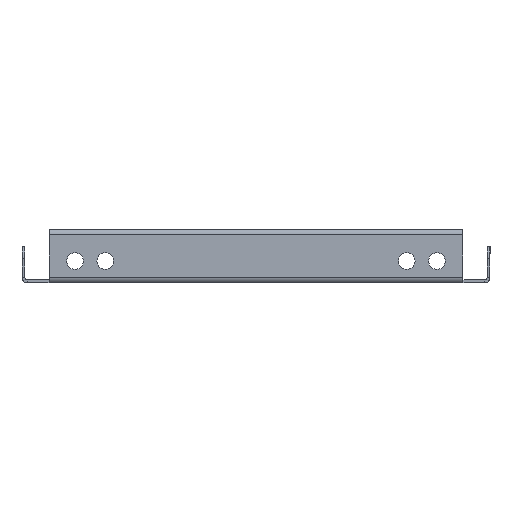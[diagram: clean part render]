
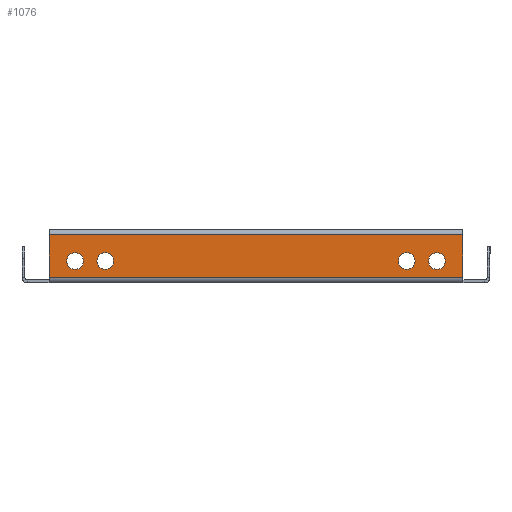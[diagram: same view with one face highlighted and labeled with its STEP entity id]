
A CAD part, left-side view. The second image highlights one B-rep face of the part: STEP entity #1076.
In plain terms, the highlighted planar face has unit normal (-1, 0, 0).
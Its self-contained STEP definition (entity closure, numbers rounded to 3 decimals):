
#10 = CIRCLE ( 'NONE', #202, 3.45 ) ;
#103 = FACE_OUTER_BOUND ( 'NONE', #2469, .T. ) ;
#115 = ORIENTED_EDGE ( 'NONE', *, *, #704, .T. ) ;
#140 = DIRECTION ( 'NONE',  ( -1., 0., 0. ) ) ;
#145 = CARTESIAN_POINT ( 'NONE',  ( -121.7, 75., 7.8 ) ) ;
#182 = AXIS2_PLACEMENT_3D ( 'NONE', #4026, #3402, #2766 ) ;
#202 = AXIS2_PLACEMENT_3D ( 'NONE', #1645, #1686, #737 ) ;
#207 = EDGE_CURVE ( 'NONE', #3151, #3059, #1021, .T. ) ;
#225 = EDGE_CURVE ( 'NONE', #1340, #2237, #1059, .T. ) ;
#273 = ORIENTED_EDGE ( 'NONE', *, *, #1535, .T. ) ;
#310 = EDGE_CURVE ( 'NONE', #3059, #3151, #10, .T. ) ;
#368 = DIRECTION ( 'NONE',  ( 1., 0., 0. ) ) ;
#428 = ORIENTED_EDGE ( 'NONE', *, *, #225, .T. ) ;
#437 = EDGE_CURVE ( 'NONE', #1276, #3197, #2708, .T. ) ;
#491 = VERTEX_POINT ( 'NONE', #1453 ) ;
#521 = VERTEX_POINT ( 'NONE', #3653 ) ;
#524 = EDGE_CURVE ( 'NONE', #521, #491, #1110, .T. ) ;
#540 = ORIENTED_EDGE ( 'NONE', *, *, #2233, .T. ) ;
#549 = FACE_BOUND ( 'NONE', #1565, .T. ) ;
#665 = AXIS2_PLACEMENT_3D ( 'NONE', #1153, #140, #1424 ) ;
#674 = ORIENTED_EDGE ( 'NONE', *, *, #1039, .T. ) ;
#681 = DIRECTION ( 'NONE',  ( 0., 0., -1. ) ) ;
#694 = AXIS2_PLACEMENT_3D ( 'NONE', #2283, #2603, #2918 ) ;
#704 = EDGE_CURVE ( 'NONE', #3670, #1065, #1353, .T. ) ;
#737 = DIRECTION ( 'NONE',  ( 0., 0., -1. ) ) ;
#845 = CARTESIAN_POINT ( 'NONE',  ( -121.7, -85.8, 0. ) ) ;
#852 = ORIENTED_EDGE ( 'NONE', *, *, #437, .T. ) ;
#1002 = DIRECTION ( 'NONE',  ( 1., 0., 0. ) ) ;
#1021 = CIRCLE ( 'NONE', #1481, 3.45 ) ;
#1039 = EDGE_CURVE ( 'NONE', #3197, #3670, #2100, .T. ) ;
#1059 = CIRCLE ( 'NONE', #4013, 3.45 ) ;
#1065 = VERTEX_POINT ( 'NONE', #3309 ) ;
#1069 = CARTESIAN_POINT ( 'NONE',  ( -121.7, 85.8, 1. ) ) ;
#1076 = ADVANCED_FACE ( 'NONE', ( #1242, #1807, #1349, #549, #103 ), #1772, .T. ) ;
#1110 = CIRCLE ( 'NONE', #182, 3.45 ) ;
#1143 = CARTESIAN_POINT ( 'NONE',  ( -121.7, -62.5, 7.8 ) ) ;
#1153 = CARTESIAN_POINT ( 'NONE',  ( -121.7, 0., 0. ) ) ;
#1169 = CARTESIAN_POINT ( 'NONE',  ( -121.7, -75., 11.25 ) ) ;
#1198 = VECTOR ( 'NONE', #3800, 1000. ) ;
#1217 = AXIS2_PLACEMENT_3D ( 'NONE', #1610, #2557, #2529 ) ;
#1242 = FACE_BOUND ( 'NONE', #2749, .T. ) ;
#1276 = VERTEX_POINT ( 'NONE', #1885 ) ;
#1329 = CARTESIAN_POINT ( 'NONE',  ( -121.7, -75., 7.8 ) ) ;
#1340 = VERTEX_POINT ( 'NONE', #2231 ) ;
#1349 = FACE_BOUND ( 'NONE', #2014, .T. ) ;
#1353 = LINE ( 'NONE', #2853, #1198 ) ;
#1424 = DIRECTION ( 'NONE',  ( 0., 0., 1. ) ) ;
#1430 = DIRECTION ( 'NONE',  ( 0., 0., -1. ) ) ;
#1443 = CARTESIAN_POINT ( 'NONE',  ( -121.7, 85.8, 0. ) ) ;
#1453 = CARTESIAN_POINT ( 'NONE',  ( -121.7, 75., 4.35 ) ) ;
#1467 = ORIENTED_EDGE ( 'NONE', *, *, #1594, .T. ) ;
#1481 = AXIS2_PLACEMENT_3D ( 'NONE', #1329, #368, #681 ) ;
#1492 = LINE ( 'NONE', #845, #3407 ) ;
#1525 = DIRECTION ( 'NONE',  ( 0., 0., 1. ) ) ;
#1535 = EDGE_CURVE ( 'NONE', #3969, #1691, #2448, .T. ) ;
#1549 = CARTESIAN_POINT ( 'NONE',  ( -121.7, -75., 4.35 ) ) ;
#1565 = EDGE_LOOP ( 'NONE', ( #3985, #2565 ) ) ;
#1573 = ORIENTED_EDGE ( 'NONE', *, *, #2041, .T. ) ;
#1594 = EDGE_CURVE ( 'NONE', #2237, #1340, #3091, .T. ) ;
#1610 = CARTESIAN_POINT ( 'NONE',  ( -121.7, -62.5, 7.8 ) ) ;
#1630 = DIRECTION ( 'NONE',  ( 0., 0., -1. ) ) ;
#1645 = CARTESIAN_POINT ( 'NONE',  ( -121.7, -75., 7.8 ) ) ;
#1686 = DIRECTION ( 'NONE',  ( 1., 0., 0. ) ) ;
#1691 = VERTEX_POINT ( 'NONE', #2101 ) ;
#1772 = PLANE ( 'NONE',  #665 ) ;
#1807 = FACE_BOUND ( 'NONE', #2539, .T. ) ;
#1885 = CARTESIAN_POINT ( 'NONE',  ( -121.7, -85.8, 18.8 ) ) ;
#2014 = EDGE_LOOP ( 'NONE', ( #428, #1467 ) ) ;
#2040 = CARTESIAN_POINT ( 'NONE',  ( -121.7, 62.5, 11.25 ) ) ;
#2041 = EDGE_CURVE ( 'NONE', #1691, #3969, #2495, .T. ) ;
#2100 = LINE ( 'NONE', #1443, #3466 ) ;
#2101 = CARTESIAN_POINT ( 'NONE',  ( -121.7, -62.5, 4.35 ) ) ;
#2118 = ORIENTED_EDGE ( 'NONE', *, *, #524, .T. ) ;
#2206 = CARTESIAN_POINT ( 'NONE',  ( -121.7, 85.8, 18.8 ) ) ;
#2231 = CARTESIAN_POINT ( 'NONE',  ( -121.7, 62.5, 4.35 ) ) ;
#2233 = EDGE_CURVE ( 'NONE', #491, #521, #4007, .T. ) ;
#2237 = VERTEX_POINT ( 'NONE', #2040 ) ;
#2283 = CARTESIAN_POINT ( 'NONE',  ( -121.7, 62.5, 7.8 ) ) ;
#2330 = AXIS2_PLACEMENT_3D ( 'NONE', #145, #3023, #2380 ) ;
#2361 = EDGE_CURVE ( 'NONE', #1065, #1276, #1492, .T. ) ;
#2379 = DIRECTION ( 'NONE',  ( 0., 1., 0. ) ) ;
#2380 = DIRECTION ( 'NONE',  ( 0., 0., -1. ) ) ;
#2405 = DIRECTION ( 'NONE',  ( 0., 0., -1. ) ) ;
#2407 = AXIS2_PLACEMENT_3D ( 'NONE', #1143, #2717, #2405 ) ;
#2448 = CIRCLE ( 'NONE', #2407, 3.45 ) ;
#2461 = CARTESIAN_POINT ( 'NONE',  ( -121.7, -62.5, 11.25 ) ) ;
#2469 = EDGE_LOOP ( 'NONE', ( #674, #115, #3235, #852 ) ) ;
#2495 = CIRCLE ( 'NONE', #1217, 3.45 ) ;
#2529 = DIRECTION ( 'NONE',  ( 0., 0., -1. ) ) ;
#2539 = EDGE_LOOP ( 'NONE', ( #1573, #273 ) ) ;
#2557 = DIRECTION ( 'NONE',  ( 1., 0., 0. ) ) ;
#2565 = ORIENTED_EDGE ( 'NONE', *, *, #310, .T. ) ;
#2603 = DIRECTION ( 'NONE',  ( 1., 0., 0. ) ) ;
#2610 = CARTESIAN_POINT ( 'NONE',  ( -121.7, 62.5, 7.8 ) ) ;
#2708 = LINE ( 'NONE', #3313, #2755 ) ;
#2717 = DIRECTION ( 'NONE',  ( 1., 0., 0. ) ) ;
#2749 = EDGE_LOOP ( 'NONE', ( #540, #2118 ) ) ;
#2755 = VECTOR ( 'NONE', #2379, 1000. ) ;
#2766 = DIRECTION ( 'NONE',  ( 0., 0., -1. ) ) ;
#2853 = CARTESIAN_POINT ( 'NONE',  ( -121.7, 0., 1. ) ) ;
#2918 = DIRECTION ( 'NONE',  ( 0., 0., -1. ) ) ;
#3023 = DIRECTION ( 'NONE',  ( 1., 0., 0. ) ) ;
#3059 = VERTEX_POINT ( 'NONE', #1169 ) ;
#3091 = CIRCLE ( 'NONE', #694, 3.45 ) ;
#3151 = VERTEX_POINT ( 'NONE', #1549 ) ;
#3197 = VERTEX_POINT ( 'NONE', #2206 ) ;
#3235 = ORIENTED_EDGE ( 'NONE', *, *, #2361, .T. ) ;
#3309 = CARTESIAN_POINT ( 'NONE',  ( -121.7, -85.8, 1. ) ) ;
#3313 = CARTESIAN_POINT ( 'NONE',  ( -121.7, 0., 18.8 ) ) ;
#3402 = DIRECTION ( 'NONE',  ( 1., 0., 0. ) ) ;
#3407 = VECTOR ( 'NONE', #1525, 1000. ) ;
#3466 = VECTOR ( 'NONE', #1430, 1000. ) ;
#3653 = CARTESIAN_POINT ( 'NONE',  ( -121.7, 75., 11.25 ) ) ;
#3670 = VERTEX_POINT ( 'NONE', #1069 ) ;
#3800 = DIRECTION ( 'NONE',  ( 0., -1., 0. ) ) ;
#3969 = VERTEX_POINT ( 'NONE', #2461 ) ;
#3985 = ORIENTED_EDGE ( 'NONE', *, *, #207, .T. ) ;
#4007 = CIRCLE ( 'NONE', #2330, 3.45 ) ;
#4013 = AXIS2_PLACEMENT_3D ( 'NONE', #2610, #1002, #1630 ) ;
#4026 = CARTESIAN_POINT ( 'NONE',  ( -121.7, 75., 7.8 ) ) ;
